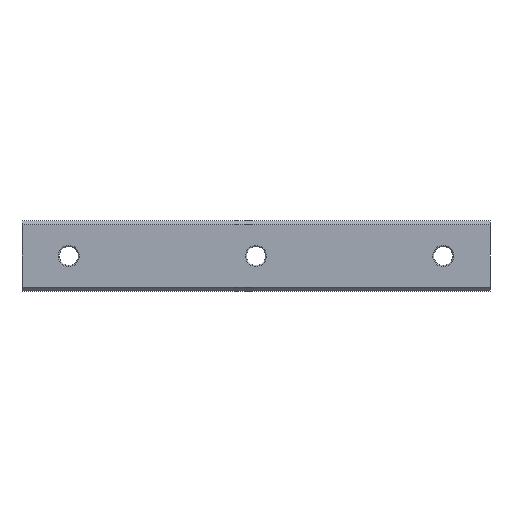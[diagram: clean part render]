
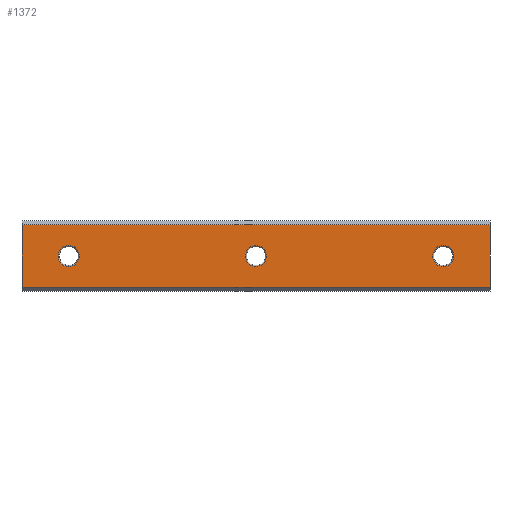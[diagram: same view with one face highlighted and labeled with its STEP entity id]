
A CAD part, front view. The second image highlights one B-rep face of the part: STEP entity #1372.
In plain terms, the highlighted planar face has unit normal (0, -1, 0).
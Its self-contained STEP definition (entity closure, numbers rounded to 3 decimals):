
#57 = AXIS2_PLACEMENT_3D ( 'NONE', #634, #635, #636 ) ;
#66 = AXIS2_PLACEMENT_3D ( 'NONE', #655, #656, #657 ) ;
#85 = AXIS2_PLACEMENT_3D ( 'NONE', #643, #644, #645 ) ;
#90 = AXIS2_PLACEMENT_3D ( 'NONE', #737, #745, #746 ) ;
#93 = AXIS2_PLACEMENT_3D ( 'NONE', #740, #743, #744 ) ;
#99 = AXIS2_PLACEMENT_3D ( 'NONE', #750, #753, #754 ) ;
#126 = AXIS2_PLACEMENT_3D ( 'NONE', #868, #869, #870 ) ;
#283 = CIRCLE ( 'NONE', #57, 2.25 ) ;
#290 = CIRCLE ( 'NONE', #85, 2.25 ) ;
#297 = CIRCLE ( 'NONE', #66, 2.25 ) ;
#350 = LINE ( 'NONE', #729, #351 ) ;
#351 = VECTOR ( 'NONE', #730, 1000. ) ;
#357 = LINE ( 'NONE', #738, #358 ) ;
#358 = VECTOR ( 'NONE', #739, 1000. ) ;
#360 = LINE ( 'NONE', #748, #362 ) ;
#362 = VECTOR ( 'NONE', #749, 1000. ) ;
#363 = CIRCLE ( 'NONE', #93, 2.25 ) ;
#364 = LINE ( 'NONE', #742, #366 ) ;
#365 = CIRCLE ( 'NONE', #90, 2.25 ) ;
#366 = VECTOR ( 'NONE', #751, 1000. ) ;
#369 = CIRCLE ( 'NONE', #99, 2.25 ) ;
#417 = FACE_BOUND ( 'NONE', #1026, .T. ) ;
#428 = FACE_BOUND ( 'NONE', #1054, .T. ) ;
#429 = FACE_OUTER_BOUND ( 'NONE', #1052, .T. ) ;
#431 = FACE_BOUND ( 'NONE', #1056, .T. ) ;
#533 = CARTESIAN_POINT ( 'NONE',  ( -100., 0., -6.7 ) ) ;
#536 = CARTESIAN_POINT ( 'NONE',  ( 0., 0., -6.7 ) ) ;
#549 = CARTESIAN_POINT ( 'NONE',  ( -90., 0., 2.25 ) ) ;
#550 = CARTESIAN_POINT ( 'NONE',  ( 0., 0., 6.7 ) ) ;
#552 = CARTESIAN_POINT ( 'NONE',  ( -100., 0., 6.7 ) ) ;
#553 = CARTESIAN_POINT ( 'NONE',  ( -90., 0., -2.25 ) ) ;
#556 = CARTESIAN_POINT ( 'NONE',  ( -50., 0., 2.25 ) ) ;
#558 = CARTESIAN_POINT ( 'NONE',  ( -50., 0., -2.25 ) ) ;
#566 = CARTESIAN_POINT ( 'NONE',  ( -10., 0., 2.25 ) ) ;
#567 = CARTESIAN_POINT ( 'NONE',  ( -10., 0., -2.25 ) ) ;
#634 = CARTESIAN_POINT ( 'NONE',  ( -90., 0., 0. ) ) ;
#635 = DIRECTION ( 'NONE',  ( 0., 1., 0. ) ) ;
#636 = DIRECTION ( 'NONE',  ( 0., 0., 1. ) ) ;
#643 = CARTESIAN_POINT ( 'NONE',  ( -50., 0., 0. ) ) ;
#644 = DIRECTION ( 'NONE',  ( 0., 1., 0. ) ) ;
#645 = DIRECTION ( 'NONE',  ( 0., 0., 1. ) ) ;
#655 = CARTESIAN_POINT ( 'NONE',  ( -10., 0., 0. ) ) ;
#656 = DIRECTION ( 'NONE',  ( 0., 1., 0. ) ) ;
#657 = DIRECTION ( 'NONE',  ( 0., 0., 1. ) ) ;
#729 = CARTESIAN_POINT ( 'NONE',  ( 0., 0., -6.7 ) ) ;
#730 = DIRECTION ( 'NONE',  ( 0., 0., -1. ) ) ;
#737 = CARTESIAN_POINT ( 'NONE',  ( -10., 0., 0. ) ) ;
#738 = CARTESIAN_POINT ( 'NONE',  ( -100., 0., -6.7 ) ) ;
#739 = DIRECTION ( 'NONE',  ( 1., 0., 0. ) ) ;
#740 = CARTESIAN_POINT ( 'NONE',  ( -50., 0., 0. ) ) ;
#742 = CARTESIAN_POINT ( 'NONE',  ( -100., 0., -6.7 ) ) ;
#743 = DIRECTION ( 'NONE',  ( 0., 1., 0. ) ) ;
#744 = DIRECTION ( 'NONE',  ( 0., 0., 1. ) ) ;
#745 = DIRECTION ( 'NONE',  ( 0., 1., 0. ) ) ;
#746 = DIRECTION ( 'NONE',  ( 0., 0., 1. ) ) ;
#748 = CARTESIAN_POINT ( 'NONE',  ( -100., 0., 6.7 ) ) ;
#749 = DIRECTION ( 'NONE',  ( 1., 0., 0. ) ) ;
#750 = CARTESIAN_POINT ( 'NONE',  ( -90., 0., 0. ) ) ;
#751 = DIRECTION ( 'NONE',  ( 0., 0., -1. ) ) ;
#753 = DIRECTION ( 'NONE',  ( 0., 1., 0. ) ) ;
#754 = DIRECTION ( 'NONE',  ( 0., 0., 1. ) ) ;
#867 = PLANE ( 'NONE',  #126 ) ;
#868 = CARTESIAN_POINT ( 'NONE',  ( -100., 0., -6.7 ) ) ;
#869 = DIRECTION ( 'NONE',  ( 0., -1., 0. ) ) ;
#870 = DIRECTION ( 'NONE',  ( 0., 0., -1. ) ) ;
#943 = VERTEX_POINT ( 'NONE', #536 ) ;
#945 = VERTEX_POINT ( 'NONE', #533 ) ;
#958 = VERTEX_POINT ( 'NONE', #549 ) ;
#959 = VERTEX_POINT ( 'NONE', #550 ) ;
#961 = VERTEX_POINT ( 'NONE', #552 ) ;
#962 = VERTEX_POINT ( 'NONE', #553 ) ;
#965 = VERTEX_POINT ( 'NONE', #556 ) ;
#967 = VERTEX_POINT ( 'NONE', #558 ) ;
#975 = VERTEX_POINT ( 'NONE', #566 ) ;
#976 = VERTEX_POINT ( 'NONE', #567 ) ;
#1026 = EDGE_LOOP ( 'NONE', ( #1140, #1141 ) ) ;
#1052 = EDGE_LOOP ( 'NONE', ( #1144, #1145, #1146, #1147 ) ) ;
#1054 = EDGE_LOOP ( 'NONE', ( #1142, #1143 ) ) ;
#1056 = EDGE_LOOP ( 'NONE', ( #1148, #1149 ) ) ;
#1140 = ORIENTED_EDGE ( 'NONE', *, *, #1273, .T. ) ;
#1141 = ORIENTED_EDGE ( 'NONE', *, *, #1316, .T. ) ;
#1142 = ORIENTED_EDGE ( 'NONE', *, *, #1278, .T. ) ;
#1143 = ORIENTED_EDGE ( 'NONE', *, *, #1317, .T. ) ;
#1144 = ORIENTED_EDGE ( 'NONE', *, *, #1310, .F. ) ;
#1145 = ORIENTED_EDGE ( 'NONE', *, *, #1318, .F. ) ;
#1146 = ORIENTED_EDGE ( 'NONE', *, *, #1319, .T. ) ;
#1147 = ORIENTED_EDGE ( 'NONE', *, *, #1314, .T. ) ;
#1148 = ORIENTED_EDGE ( 'NONE', *, *, #1269, .T. ) ;
#1149 = ORIENTED_EDGE ( 'NONE', *, *, #1320, .T. ) ;
#1269 = EDGE_CURVE ( 'NONE', #962, #958, #283, .T. ) ;
#1273 = EDGE_CURVE ( 'NONE', #967, #965, #290, .T. ) ;
#1278 = EDGE_CURVE ( 'NONE', #976, #975, #297, .T. ) ;
#1310 = EDGE_CURVE ( 'NONE', #959, #943, #350, .T. ) ;
#1314 = EDGE_CURVE ( 'NONE', #945, #943, #357, .T. ) ;
#1316 = EDGE_CURVE ( 'NONE', #965, #967, #363, .T. ) ;
#1317 = EDGE_CURVE ( 'NONE', #975, #976, #365, .T. ) ;
#1318 = EDGE_CURVE ( 'NONE', #961, #959, #360, .T. ) ;
#1319 = EDGE_CURVE ( 'NONE', #961, #945, #364, .T. ) ;
#1320 = EDGE_CURVE ( 'NONE', #958, #962, #369, .T. ) ;
#1372 = ADVANCED_FACE ( 'NONE', ( #417, #428, #429, #431 ), #867, .T. ) ;
